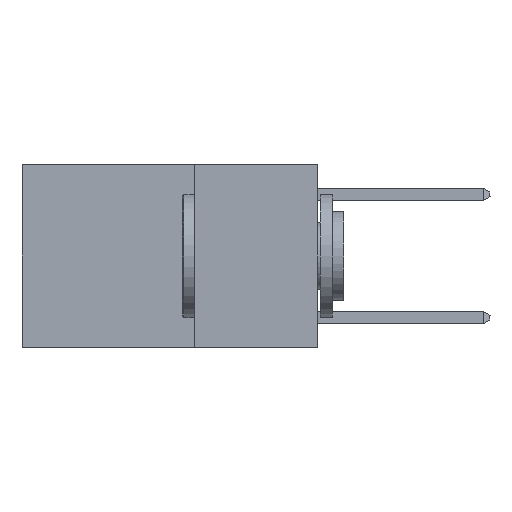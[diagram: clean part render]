
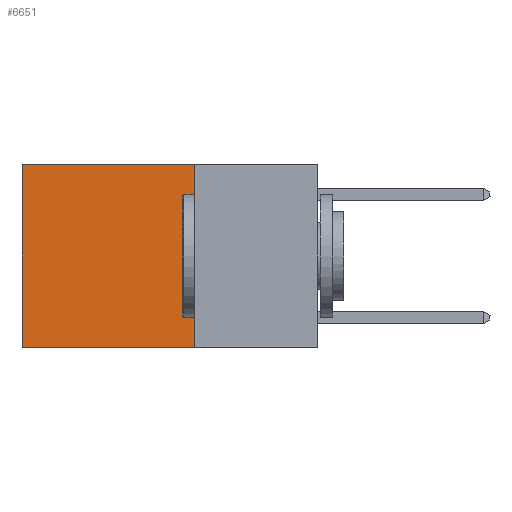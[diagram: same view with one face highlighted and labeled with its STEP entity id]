
A CAD part, left-side view. The second image highlights one B-rep face of the part: STEP entity #6651.
In plain terms, the highlighted planar face has unit normal (-1, 0, 0).
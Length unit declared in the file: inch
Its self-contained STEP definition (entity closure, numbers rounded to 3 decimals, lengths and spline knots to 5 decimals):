
#578 = CARTESIAN_POINT ( 'NONE',  ( 0.2625, 0.25, 0. ) ) ;
#2210 = CARTESIAN_POINT ( 'NONE',  ( 0.2625, 0.6, 0. ) ) ;
#2987 = DIRECTION ( 'NONE',  ( 0., 0., -1. ) ) ;
#4836 = EDGE_CURVE ( 'NONE', #19597, #27217, #14405, .T. ) ;
#5072 = EDGE_LOOP ( 'NONE', ( #23249, #19461, #15116, #10171 ) ) ;
#5581 = CARTESIAN_POINT ( 'NONE',  ( 0.2625, 0.25, -0.37 ) ) ;
#6651 = ADVANCED_FACE ( 'NONE', ( #9799 ), #27113, .F. ) ;
#6717 = DIRECTION ( 'NONE',  ( 0., 1., 0. ) ) ;
#7092 = LINE ( 'NONE', #11443, #26378 ) ;
#7834 = VECTOR ( 'NONE', #23843, 39.37008 ) ;
#7979 = VECTOR ( 'NONE', #6717, 39.37008 ) ;
#9036 = CARTESIAN_POINT ( 'NONE',  ( 0.2625, 0.25, 0. ) ) ;
#9052 = EDGE_CURVE ( 'NONE', #30311, #28529, #7092, .T. ) ;
#9370 = CARTESIAN_POINT ( 'NONE',  ( 0.2625, 0.25, 0. ) ) ;
#9799 = FACE_OUTER_BOUND ( 'NONE', #5072, .T. ) ;
#10171 = ORIENTED_EDGE ( 'NONE', *, *, #4836, .T. ) ;
#11443 = CARTESIAN_POINT ( 'NONE',  ( 0.2625, 0.25, -0.37 ) ) ;
#12315 = LINE ( 'NONE', #2210, #16445 ) ;
#14405 = LINE ( 'NONE', #9036, #7979 ) ;
#15116 = ORIENTED_EDGE ( 'NONE', *, *, #15434, .F. ) ;
#15434 = EDGE_CURVE ( 'NONE', #19597, #30311, #20697, .T. ) ;
#16445 = VECTOR ( 'NONE', #19062, 39.37008 ) ;
#17491 = DIRECTION ( 'NONE',  ( 1., 0., 0. ) ) ;
#18198 = CARTESIAN_POINT ( 'NONE',  ( 0.2625, 0.6, -0.37 ) ) ;
#19062 = DIRECTION ( 'NONE',  ( 0., 0., -1. ) ) ;
#19374 = CARTESIAN_POINT ( 'NONE',  ( 0.2625, 0.6, 0. ) ) ;
#19461 = ORIENTED_EDGE ( 'NONE', *, *, #9052, .F. ) ;
#19597 = VERTEX_POINT ( 'NONE', #28959 ) ;
#20697 = LINE ( 'NONE', #9370, #7834 ) ;
#22071 = EDGE_CURVE ( 'NONE', #27217, #28529, #12315, .T. ) ;
#23249 = ORIENTED_EDGE ( 'NONE', *, *, #22071, .T. ) ;
#23843 = DIRECTION ( 'NONE',  ( 0., 0., -1. ) ) ;
#25910 = DIRECTION ( 'NONE',  ( 0., 1., 0. ) ) ;
#26378 = VECTOR ( 'NONE', #25910, 39.37008 ) ;
#27113 = PLANE ( 'NONE',  #30376 ) ;
#27217 = VERTEX_POINT ( 'NONE', #19374 ) ;
#28529 = VERTEX_POINT ( 'NONE', #18198 ) ;
#28959 = CARTESIAN_POINT ( 'NONE',  ( 0.2625, 0.25, 0. ) ) ;
#30311 = VERTEX_POINT ( 'NONE', #5581 ) ;
#30376 = AXIS2_PLACEMENT_3D ( 'NONE', #578, #17491, #2987 ) ;
